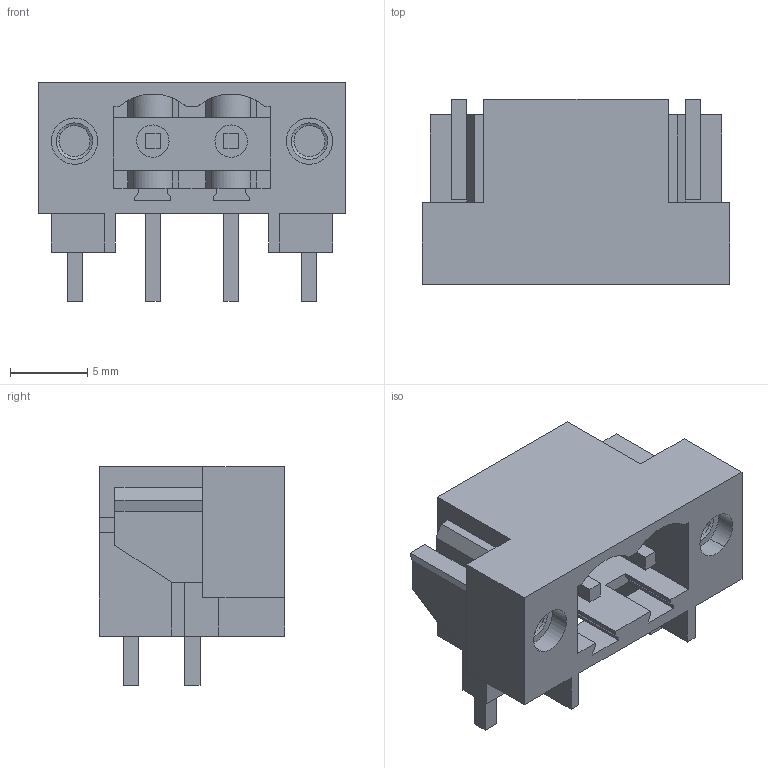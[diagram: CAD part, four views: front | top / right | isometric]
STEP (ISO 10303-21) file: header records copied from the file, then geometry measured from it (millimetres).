
FILE_DESCRIPTION(('CATIA V5 STEP Exchange','CAx-IF Rec.Pracs.--- Model Styling and Organization---1.4--- 2014-01-23'),'2;1');
FILE_NAME ('D1458243_1_1877190000_1877190000.stp','2023-05-10T07:16:19+00:00',('none'),('Weidmueller'),'CATIA Version 5-6 Release 2016 SP3 HF44','CATIA V5 STEP AP214','none');
FILE_SCHEMA(('AUTOMOTIVE_DESIGN { 1 0 10303 214 1 1 1 1 }'));
Length unit declared in the file: millimetre
Products named in the file (1): 1877190000
Bounding box: 19.96 x 12 x 14.2 mm (x, y, z)
Volume: 1080.2 mm3; surface area: 2303.2 mm2
Topology: 7 solids, 7 shells, 252 faces, 719 edges, 475 vertices
Faces by surface type: plane 210, cylinder 34, cone 8
Entity records: 7966 total; most frequent: CARTESIAN_POINT 1546, ORIENTED_EDGE 1438, DIRECTION 1116, EDGE_CURVE 719, VECTOR 626, LINE 626, VERTEX_POINT 475, AXIS2_PLACEMENT_3D 285
